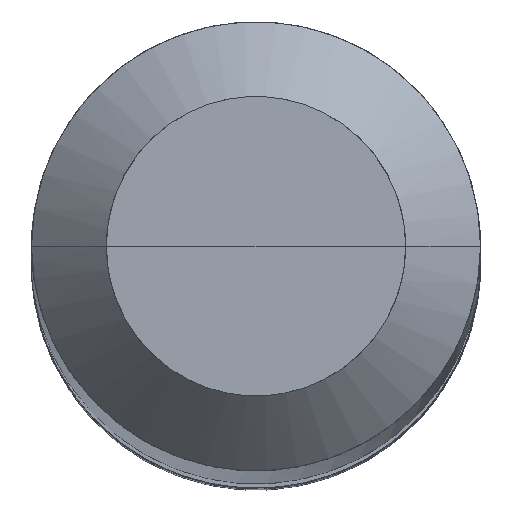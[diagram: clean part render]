
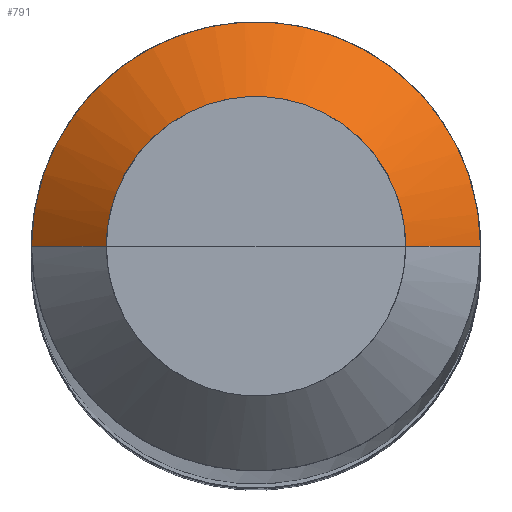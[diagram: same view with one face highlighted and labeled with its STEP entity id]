
A CAD part, top view. The second image highlights one B-rep face of the part: STEP entity #791.
In plain terms, the highlighted free-form (B-spline) face has degree [1, 2] with [2, 5] control points.
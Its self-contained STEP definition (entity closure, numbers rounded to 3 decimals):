
#474=CARTESIAN_POINT('',(3.0,0.0,99.0));
#475=CARTESIAN_POINT('',(3.0,3.0,99.0));
#476=CARTESIAN_POINT('',(0.0,3.0,99.0));
#477=CARTESIAN_POINT('',(-3.0,3.0,99.0));
#478=CARTESIAN_POINT('',(-3.0,0.0,99.0));
#479=CARTESIAN_POINT('',(2.0,0.0,100.0));
#480=CARTESIAN_POINT('',(2.0,2.0,100.0));
#481=CARTESIAN_POINT('',(0.0,2.0,100.0));
#482=CARTESIAN_POINT('',(-2.0,2.0,100.0));
#483=CARTESIAN_POINT('',(-2.0,0.0,100.0));
#772=(
BOUNDED_SURFACE()
B_SPLINE_SURFACE(1,2,(
(#474,#475,#476,#477,#478),
(#479,#480,#481,#482,#483)
), .UNSPECIFIED.,.F.,.F.,.F.)
B_SPLINE_SURFACE_WITH_KNOTS((2,2),(3,2,3),(
0.0,1.0),(
0.0,0.5,1.0), .UNSPECIFIED.)
GEOMETRIC_REPRESENTATION_ITEM()
RATIONAL_B_SPLINE_SURFACE(((1.0,0.707,1.0,0.707,1.0),
(1.0,0.707,1.0,0.707,1.0)
))
REPRESENTATION_ITEM('')
SURFACE()
);
#773=(
BOUNDED_CURVE()
B_SPLINE_CURVE(2,(#478,#477,#476,#475,#474),.UNSPECIFIED.,.F.,.F.)
B_SPLINE_CURVE_WITH_KNOTS((3,2,3),
(0.0,0.5,1.0),.UNSPECIFIED.)
CURVE()
GEOMETRIC_REPRESENTATION_ITEM()
RATIONAL_B_SPLINE_CURVE((1.0,0.707,1.0,0.707,1.0))
REPRESENTATION_ITEM('')
);
#774=(
BOUNDED_CURVE()
B_SPLINE_CURVE(1,(#474,#479),.UNSPECIFIED.,.F.,.F.)
B_SPLINE_CURVE_WITH_KNOTS((2,2),
(0.0,1.0),.UNSPECIFIED.)
CURVE()
GEOMETRIC_REPRESENTATION_ITEM()
RATIONAL_B_SPLINE_CURVE((1.0,1.0))
REPRESENTATION_ITEM('')
);
#775=(
BOUNDED_CURVE()
B_SPLINE_CURVE(2,(#479,#480,#481,#482,#483),.UNSPECIFIED.,.F.,.F.)
B_SPLINE_CURVE_WITH_KNOTS((3,2,3),
(0.0,0.5,1.0),.UNSPECIFIED.)
CURVE()
GEOMETRIC_REPRESENTATION_ITEM()
RATIONAL_B_SPLINE_CURVE((1.0,0.707,1.0,0.707,1.0))
REPRESENTATION_ITEM('')
);
#776=(
BOUNDED_CURVE()
B_SPLINE_CURVE(1,(#483,#478),.UNSPECIFIED.,.F.,.F.)
B_SPLINE_CURVE_WITH_KNOTS((2,2),
(0.0,1.0),.UNSPECIFIED.)
CURVE()
GEOMETRIC_REPRESENTATION_ITEM()
RATIONAL_B_SPLINE_CURVE((1.0,1.0))
REPRESENTATION_ITEM('')
);
#777=VERTEX_POINT('',#474);
#778=VERTEX_POINT('',#478);
#779=VERTEX_POINT('',#479);
#780=VERTEX_POINT('',#483);
#781=EDGE_CURVE('',#778,#777,#773,.T.);
#782=EDGE_CURVE('',#777,#779,#774,.T.);
#783=EDGE_CURVE('',#779,#780,#775,.T.);
#784=EDGE_CURVE('',#780,#778,#776,.T.);
#785=ORIENTED_EDGE('',*,*,#781,.T.);
#786=ORIENTED_EDGE('',*,*,#782,.T.);
#787=ORIENTED_EDGE('',*,*,#783,.T.);
#788=ORIENTED_EDGE('',*,*,#784,.T.);
#789=EDGE_LOOP('',(#785,#786,#787,#788));
#790=FACE_OUTER_BOUND('',#789,.T.);
#791=ADVANCED_FACE('',(#790),#772,.T.);
